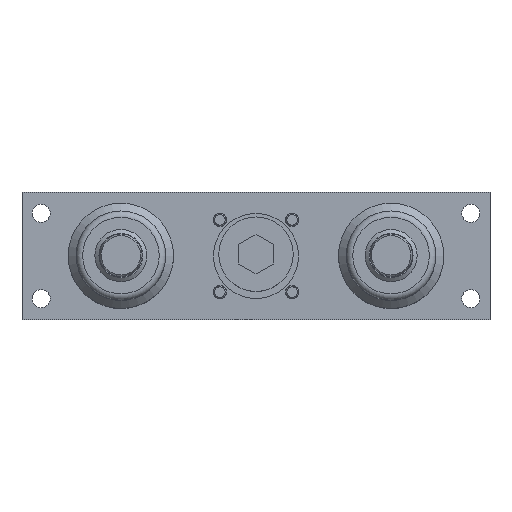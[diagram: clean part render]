
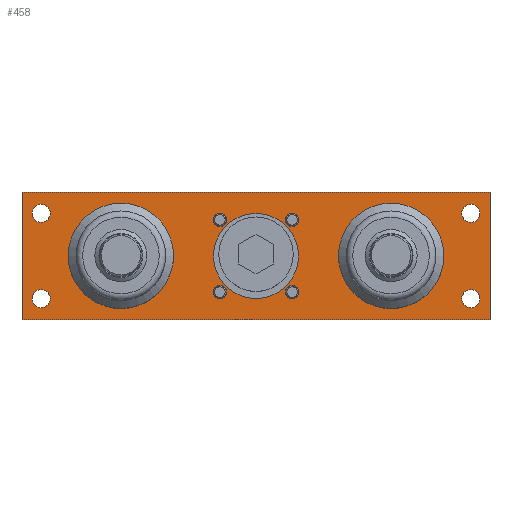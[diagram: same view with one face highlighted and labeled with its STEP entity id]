
A CAD part, top view. The second image highlights one B-rep face of the part: STEP entity #458.
In plain terms, the highlighted planar face has unit normal (0, 0, 1).
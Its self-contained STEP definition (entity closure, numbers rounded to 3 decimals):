
#458 = ADVANCED_FACE( '', ( #1117, #1118, #1119, #1120, #1121, #1122, #1123, #1124, #1125, #1126, #1127, #1128 ), #1129, .F. );
#1117 = FACE_BOUND( '', #2090, .T. );
#1118 = FACE_OUTER_BOUND( '', #2091, .T. );
#1119 = FACE_BOUND( '', #2092, .T. );
#1120 = FACE_BOUND( '', #2093, .T. );
#1121 = FACE_BOUND( '', #2094, .T. );
#1122 = FACE_BOUND( '', #2095, .T. );
#1123 = FACE_BOUND( '', #2096, .T. );
#1124 = FACE_BOUND( '', #2097, .T. );
#1125 = FACE_BOUND( '', #2098, .T. );
#1126 = FACE_BOUND( '', #2099, .T. );
#1127 = FACE_BOUND( '', #2100, .T. );
#1128 = FACE_BOUND( '', #2101, .T. );
#1129 = PLANE( '', #2102 );
#2090 = EDGE_LOOP( '', ( #3321 ) );
#2091 = EDGE_LOOP( '', ( #3322, #3323, #3324, #3325 ) );
#2092 = EDGE_LOOP( '', ( #3326 ) );
#2093 = EDGE_LOOP( '', ( #3327 ) );
#2094 = EDGE_LOOP( '', ( #3328 ) );
#2095 = EDGE_LOOP( '', ( #3329 ) );
#2096 = EDGE_LOOP( '', ( #3330 ) );
#2097 = EDGE_LOOP( '', ( #3331 ) );
#2098 = EDGE_LOOP( '', ( #3332 ) );
#2099 = EDGE_LOOP( '', ( #3333 ) );
#2100 = EDGE_LOOP( '', ( #3334 ) );
#2101 = EDGE_LOOP( '', ( #3335 ) );
#2102 = AXIS2_PLACEMENT_3D( '', #3336, #3337, #3338 );
#3321 = ORIENTED_EDGE( '', *, *, #4888, .T. );
#3322 = ORIENTED_EDGE( '', *, *, #4820, .F. );
#3323 = ORIENTED_EDGE( '', *, *, #4889, .F. );
#3324 = ORIENTED_EDGE( '', *, *, #4890, .F. );
#3325 = ORIENTED_EDGE( '', *, *, #4891, .F. );
#3326 = ORIENTED_EDGE( '', *, *, #4892, .T. );
#3327 = ORIENTED_EDGE( '', *, *, #4816, .F. );
#3328 = ORIENTED_EDGE( '', *, *, #4893, .F. );
#3329 = ORIENTED_EDGE( '', *, *, #4778, .T. );
#3330 = ORIENTED_EDGE( '', *, *, #4858, .T. );
#3331 = ORIENTED_EDGE( '', *, *, #4813, .T. );
#3332 = ORIENTED_EDGE( '', *, *, #4623, .T. );
#3333 = ORIENTED_EDGE( '', *, *, #4617, .T. );
#3334 = ORIENTED_EDGE( '', *, *, #4894, .T. );
#3335 = ORIENTED_EDGE( '', *, *, #4895, .F. );
#3336 = CARTESIAN_POINT( '', ( -110., 30., 13.8 ) );
#3337 = DIRECTION( '', ( 0., 0., -1. ) );
#3338 = DIRECTION( '', ( 0., 1., 0. ) );
#4617 = EDGE_CURVE( '', #5301, #5301, #5302, .T. );
#4623 = EDGE_CURVE( '', #5311, #5311, #5312, .T. );
#4778 = EDGE_CURVE( '', #5569, #5569, #5570, .T. );
#4813 = EDGE_CURVE( '', #5627, #5627, #5628, .T. );
#4816 = EDGE_CURVE( '', #5632, #5632, #5633, .T. );
#4820 = EDGE_CURVE( '', #5638, #5640, #5641, .T. );
#4858 = EDGE_CURVE( '', #5698, #5698, #5699, .T. );
#4888 = EDGE_CURVE( '', #5747, #5747, #5748, .T. );
#4889 = EDGE_CURVE( '', #5749, #5638, #5750, .T. );
#4890 = EDGE_CURVE( '', #5751, #5749, #5752, .T. );
#4891 = EDGE_CURVE( '', #5640, #5751, #5753, .T. );
#4892 = EDGE_CURVE( '', #5754, #5754, #5755, .T. );
#4893 = EDGE_CURVE( '', #5756, #5756, #5757, .T. );
#4894 = EDGE_CURVE( '', #5758, #5758, #5759, .T. );
#4895 = EDGE_CURVE( '', #5760, #5760, #5761, .T. );
#5301 = VERTEX_POINT( '', #6330 );
#5302 = CIRCLE( '', #6331, 3.1 );
#5311 = VERTEX_POINT( '', #6340 );
#5312 = CIRCLE( '', #6341, 3.1 );
#5569 = VERTEX_POINT( '', #6706 );
#5570 = CIRCLE( '', #6707, 4.25 );
#5627 = VERTEX_POINT( '', #6844 );
#5628 = CIRCLE( '', #6845, 3.1 );
#5632 = VERTEX_POINT( '', #6849 );
#5633 = CIRCLE( '', #6850, 4.25 );
#5638 = VERTEX_POINT( '', #6856 );
#5640 = VERTEX_POINT( '', #6859 );
#5641 = LINE( '', #6860, #6861 );
#5698 = VERTEX_POINT( '', #6966 );
#5699 = CIRCLE( '', #6967, 3.1 );
#5747 = VERTEX_POINT( '', #7032 );
#5748 = CIRCLE( '', #7033, 24.75 );
#5749 = VERTEX_POINT( '', #7034 );
#5750 = LINE( '', #7035, #7036 );
#5751 = VERTEX_POINT( '', #7037 );
#5752 = LINE( '', #7038, #7039 );
#5753 = LINE( '', #7040, #7041 );
#5754 = VERTEX_POINT( '', #7042 );
#5755 = CIRCLE( '', #7043, 4.25 );
#5756 = VERTEX_POINT( '', #7044 );
#5757 = CIRCLE( '', #7045, 4.25 );
#5758 = VERTEX_POINT( '', #7046 );
#5759 = CIRCLE( '', #7047, 19.98 );
#5760 = VERTEX_POINT( '', #7048 );
#5761 = CIRCLE( '', #7049, 24.75 );
#6330 = CARTESIAN_POINT( '', ( 16.971, -20.071, 13.8 ) );
#6331 = AXIS2_PLACEMENT_3D( '', #7960, #7961, #7962 );
#6340 = CARTESIAN_POINT( '', ( -20.071, -16.971, 13.8 ) );
#6341 = AXIS2_PLACEMENT_3D( '', #7972, #7973, #7974 );
#6706 = CARTESIAN_POINT( '', ( -105.25, -20., 13.8 ) );
#6707 = AXIS2_PLACEMENT_3D( '', #8152, #8153, #8154 );
#6844 = CARTESIAN_POINT( '', ( -16.971, 20.071, 13.8 ) );
#6845 = AXIS2_PLACEMENT_3D( '', #8190, #8191, #8192 );
#6849 = CARTESIAN_POINT( '', ( -105.25, 20., 13.8 ) );
#6850 = AXIS2_PLACEMENT_3D( '', #8196, #8197, #8198 );
#6856 = CARTESIAN_POINT( '', ( -110., -30., 13.8 ) );
#6859 = CARTESIAN_POINT( '', ( -110., 30., 13.8 ) );
#6860 = CARTESIAN_POINT( '', ( -110., -30., 13.8 ) );
#6861 = VECTOR( '', #8201, 1000. );
#6966 = CARTESIAN_POINT( '', ( 20.071, 16.971, 13.8 ) );
#6967 = AXIS2_PLACEMENT_3D( '', #8244, #8245, #8246 );
#7032 = CARTESIAN_POINT( '', ( 38.75, 0., 13.8 ) );
#7033 = AXIS2_PLACEMENT_3D( '', #8276, #8277, #8278 );
#7034 = CARTESIAN_POINT( '', ( 110., -30., 13.8 ) );
#7035 = CARTESIAN_POINT( '', ( 110., -30., 13.8 ) );
#7036 = VECTOR( '', #8279, 1000. );
#7037 = CARTESIAN_POINT( '', ( 110., 30., 13.8 ) );
#7038 = CARTESIAN_POINT( '', ( 110., 30., 13.8 ) );
#7039 = VECTOR( '', #8280, 1000. );
#7040 = CARTESIAN_POINT( '', ( -110., 30., 13.8 ) );
#7041 = VECTOR( '', #8281, 1000. );
#7042 = CARTESIAN_POINT( '', ( 105.25, 20., 13.8 ) );
#7043 = AXIS2_PLACEMENT_3D( '', #8282, #8283, #8284 );
#7044 = CARTESIAN_POINT( '', ( 105.25, -20., 13.8 ) );
#7045 = AXIS2_PLACEMENT_3D( '', #8285, #8286, #8287 );
#7046 = CARTESIAN_POINT( '', ( -19.98, 0., 13.8 ) );
#7047 = AXIS2_PLACEMENT_3D( '', #8288, #8289, #8290 );
#7048 = CARTESIAN_POINT( '', ( -38.75, 0., 13.8 ) );
#7049 = AXIS2_PLACEMENT_3D( '', #8291, #8292, #8293 );
#7960 = CARTESIAN_POINT( '', ( 16.971, -16.971, 13.8 ) );
#7961 = DIRECTION( '', ( 0., 0., -1. ) );
#7962 = DIRECTION( '', ( 0., -1., 0. ) );
#7972 = CARTESIAN_POINT( '', ( -16.971, -16.971, 13.8 ) );
#7973 = DIRECTION( '', ( 0., 0., -1. ) );
#7974 = DIRECTION( '', ( -1., 0., 0. ) );
#8152 = CARTESIAN_POINT( '', ( -101., -20., 13.8 ) );
#8153 = DIRECTION( '', ( 0., 0., -1. ) );
#8154 = DIRECTION( '', ( -1., 0., 0. ) );
#8190 = CARTESIAN_POINT( '', ( -16.971, 16.971, 13.8 ) );
#8191 = DIRECTION( '', ( 0., 0., -1. ) );
#8192 = DIRECTION( '', ( 0., 1., 0. ) );
#8196 = CARTESIAN_POINT( '', ( -101., 20., 13.8 ) );
#8197 = DIRECTION( '', ( 0., 0., 1. ) );
#8198 = DIRECTION( '', ( -1., 0., 0. ) );
#8201 = DIRECTION( '', ( 0., 1., 0. ) );
#8244 = CARTESIAN_POINT( '', ( 16.971, 16.971, 13.8 ) );
#8245 = DIRECTION( '', ( 0., 0., -1. ) );
#8246 = DIRECTION( '', ( 1., 0., 0. ) );
#8276 = CARTESIAN_POINT( '', ( 63.5, 0., 13.8 ) );
#8277 = DIRECTION( '', ( 0., 0., -1. ) );
#8278 = DIRECTION( '', ( -1., 0., 0. ) );
#8279 = DIRECTION( '', ( -1., 0., 0. ) );
#8280 = DIRECTION( '', ( 0., -1., 0. ) );
#8281 = DIRECTION( '', ( 1., 0., 0. ) );
#8282 = CARTESIAN_POINT( '', ( 101., 20., 13.8 ) );
#8283 = DIRECTION( '', ( 0., 0., -1. ) );
#8284 = DIRECTION( '', ( 1., 0., 0. ) );
#8285 = CARTESIAN_POINT( '', ( 101., -20., 13.8 ) );
#8286 = DIRECTION( '', ( 0., 0., 1. ) );
#8287 = DIRECTION( '', ( 1., 0., 0. ) );
#8288 = CARTESIAN_POINT( '', ( 0., 0., 13.8 ) );
#8289 = DIRECTION( '', ( 0., 0., -1. ) );
#8290 = DIRECTION( '', ( -1., 0., 0. ) );
#8291 = CARTESIAN_POINT( '', ( -63.5, 0., 13.8 ) );
#8292 = DIRECTION( '', ( 0., 0., 1. ) );
#8293 = DIRECTION( '', ( 1., 0., 0. ) );
